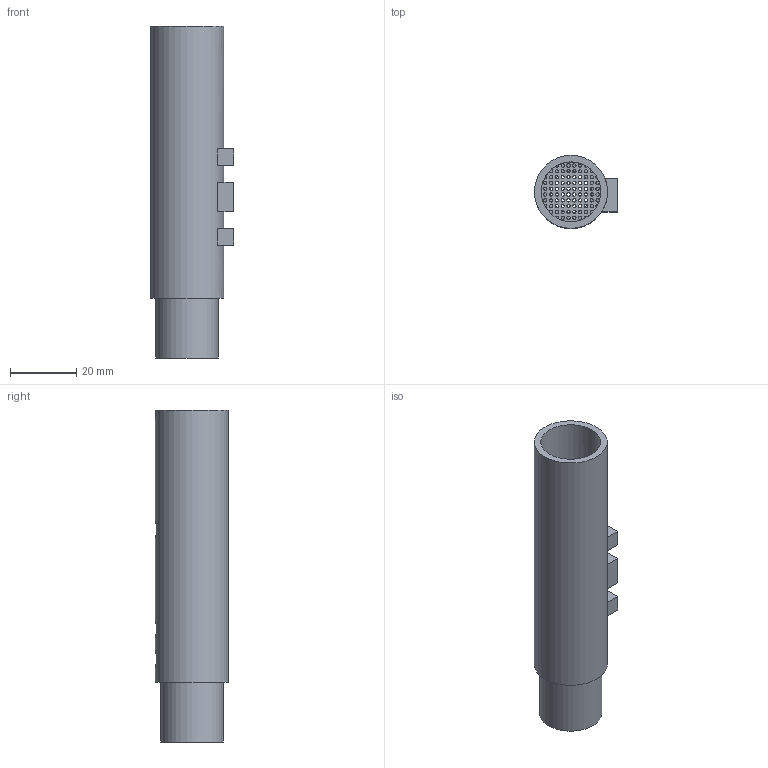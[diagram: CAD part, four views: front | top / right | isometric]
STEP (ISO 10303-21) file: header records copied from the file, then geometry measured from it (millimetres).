
FILE_DESCRIPTION(('FreeCAD Model'),'2;1');
FILE_NAME('EXH-pneumotachograph-22-19mm-1.0x1.75-3mm-v8.step','2020-04-08T14:53:41',('Author'),(''), 'Open CASCADE STEP processor 7.3','FreeCAD','Unknown');
FILE_SCHEMA(('AUTOMOTIVE_DESIGN { 1 0 10303 214 1 1 1 1 }'));
Length unit declared in the file: millimetre
Products named in the file (1): Fusion001
Bounding box: 25 x 22 x 100 mm (x, y, z)
Volume: 14792.3 mm3; surface area: 13872.2 mm2
Topology: 1 solids, 1 shells, 122 faces, 388 edges, 261 vertices
Faces by surface type: cylinder 100, plane 22
Full cylindrical faces by diameter (mm): 1 x77, 4.9 x3, 12.5 x1, 18 x1, 18.8 x1, 22 x1
Entity records: 12151 total; most frequent: CARTESIAN_POINT 3134, DIRECTION 1567, ORIENTED_EDGE 776, PCURVE 776, DEFINITIONAL_REPRESENTATION 776, LINE 627, VECTOR 627, CIRCLE 463
